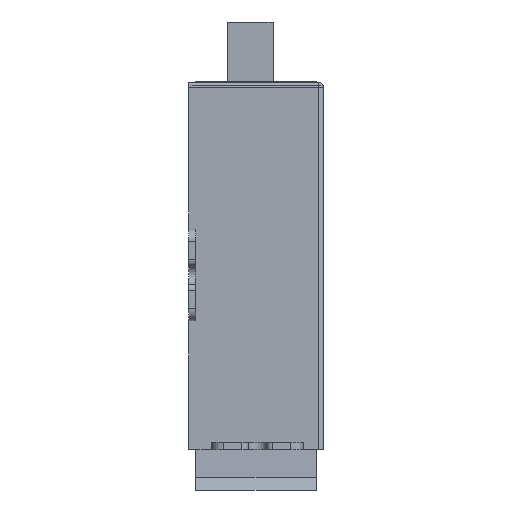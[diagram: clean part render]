
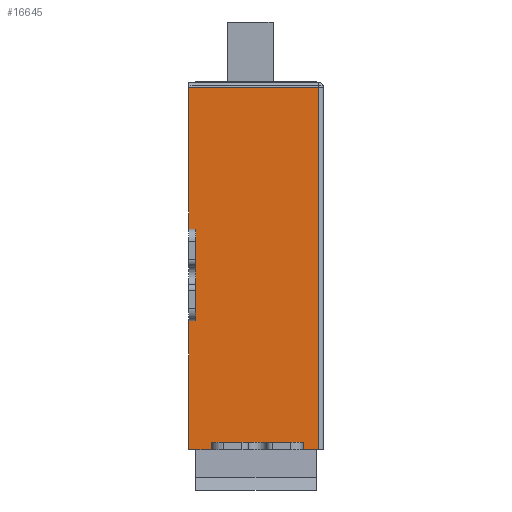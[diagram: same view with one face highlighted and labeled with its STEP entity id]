
A CAD part, front view. The second image highlights one B-rep face of the part: STEP entity #16645.
In plain terms, the highlighted planar face has unit normal (0, -1, 0).
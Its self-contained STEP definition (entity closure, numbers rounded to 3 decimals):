
#611 = CARTESIAN_POINT ( 'NONE',  ( -14., -50.8, 38.1 ) ) ;
#612 = DIRECTION ( 'NONE',  ( 0., 0., -1. ) ) ;
#649 = CARTESIAN_POINT ( 'NONE',  ( -14., -50.8, 38.1 ) ) ;
#650 = DIRECTION ( 'NONE',  ( 0., 0., -1. ) ) ;
#678 = CARTESIAN_POINT ( 'NONE',  ( -14., -50.8, 37.1 ) ) ;
#679 = DIRECTION ( 'NONE',  ( -1., 0., 0. ) ) ;
#680 = CARTESIAN_POINT ( 'NONE',  ( 13., -50.8, 38.1 ) ) ;
#681 = DIRECTION ( 'NONE',  ( 0., 0., -1. ) ) ;
#682 = CARTESIAN_POINT ( 'NONE',  ( -12.5, -50.8, 7.7 ) ) ;
#683 = DIRECTION ( 'NONE',  ( -1., 0., 0. ) ) ;
#684 = CARTESIAN_POINT ( 'NONE',  ( -12.5, -50.8, -11.35 ) ) ;
#685 = DIRECTION ( 'NONE',  ( 0., 0., -1. ) ) ;
#686 = CARTESIAN_POINT ( 'NONE',  ( -12.5, -50.8, -11.35 ) ) ;
#687 = DIRECTION ( 'NONE',  ( -1., 0., 0. ) ) ;
#688 = CARTESIAN_POINT ( 'NONE',  ( -14., -50.8, -38.1 ) ) ;
#689 = DIRECTION ( 'NONE',  ( 1., 0., 0. ) ) ;
#690 = CARTESIAN_POINT ( 'NONE',  ( -9.263, -50.8, -36.6 ) ) ;
#691 = DIRECTION ( 'NONE',  ( 0., 0., -1. ) ) ;
#692 = CARTESIAN_POINT ( 'NONE',  ( 9.787, -50.8, -36.6 ) ) ;
#693 = DIRECTION ( 'NONE',  ( 1., 0., 0. ) ) ;
#694 = CARTESIAN_POINT ( 'NONE',  ( 9.787, -50.8, -36.6 ) ) ;
#695 = DIRECTION ( 'NONE',  ( 0., 0., -1. ) ) ;
#696 = CARTESIAN_POINT ( 'NONE',  ( -14., -50.8, -38.1 ) ) ;
#697 = DIRECTION ( 'NONE',  ( 1., 0., 0. ) ) ;
#2420 = LINE ( 'NONE', #611, #17616 ) ;
#2430 = LINE ( 'NONE', #649, #17637 ) ;
#2437 = LINE ( 'NONE', #678, #17653 ) ;
#2438 = LINE ( 'NONE', #680, #17654 ) ;
#2439 = LINE ( 'NONE', #682, #17655 ) ;
#2440 = LINE ( 'NONE', #684, #17656 ) ;
#2441 = LINE ( 'NONE', #686, #17657 ) ;
#2442 = LINE ( 'NONE', #688, #17658 ) ;
#2443 = LINE ( 'NONE', #690, #17660 ) ;
#2444 = LINE ( 'NONE', #692, #17661 ) ;
#2445 = LINE ( 'NONE', #694, #17662 ) ;
#2446 = LINE ( 'NONE', #696, #17663 ) ;
#3209 = EDGE_LOOP ( 'NONE', ( #4832, #4834, #4833, #4835, #4837, #4836, #4838, #4839, #4841, #4840, #4842, #4843 ) ) ;
#4832 = ORIENTED_EDGE ( 'NONE', *, *, #15712, .F. ) ;
#4833 = ORIENTED_EDGE ( 'NONE', *, *, #15683, .T. ) ;
#4834 = ORIENTED_EDGE ( 'NONE', *, *, #15711, .T. ) ;
#4835 = ORIENTED_EDGE ( 'NONE', *, *, #15713, .F. ) ;
#4836 = ORIENTED_EDGE ( 'NONE', *, *, #15715, .T. ) ;
#4837 = ORIENTED_EDGE ( 'NONE', *, *, #15714, .T. ) ;
#4838 = ORIENTED_EDGE ( 'NONE', *, *, #15699, .T. ) ;
#4839 = ORIENTED_EDGE ( 'NONE', *, *, #15716, .T. ) ;
#4840 = ORIENTED_EDGE ( 'NONE', *, *, #15718, .T. ) ;
#4841 = ORIENTED_EDGE ( 'NONE', *, *, #15717, .F. ) ;
#4842 = ORIENTED_EDGE ( 'NONE', *, *, #15719, .T. ) ;
#4843 = ORIENTED_EDGE ( 'NONE', *, *, #15720, .T. ) ;
#7006 = VERTEX_POINT ( 'NONE', #7720 ) ;
#7007 = VERTEX_POINT ( 'NONE', #7722 ) ;
#7022 = VERTEX_POINT ( 'NONE', #7741 ) ;
#7023 = VERTEX_POINT ( 'NONE', #7742 ) ;
#7034 = VERTEX_POINT ( 'NONE', #7756 ) ;
#7035 = VERTEX_POINT ( 'NONE', #7757 ) ;
#7036 = VERTEX_POINT ( 'NONE', #7758 ) ;
#7037 = VERTEX_POINT ( 'NONE', #7759 ) ;
#7038 = VERTEX_POINT ( 'NONE', #7760 ) ;
#7039 = VERTEX_POINT ( 'NONE', #7761 ) ;
#7040 = VERTEX_POINT ( 'NONE', #7762 ) ;
#7041 = VERTEX_POINT ( 'NONE', #7763 ) ;
#7720 = CARTESIAN_POINT ( 'NONE',  ( -14., -50.8, 37.1 ) ) ;
#7722 = CARTESIAN_POINT ( 'NONE',  ( -14., -50.8, 7.7 ) ) ;
#7741 = CARTESIAN_POINT ( 'NONE',  ( -14., -50.8, -38.1 ) ) ;
#7742 = CARTESIAN_POINT ( 'NONE',  ( -14., -50.8, -11.35 ) ) ;
#7756 = CARTESIAN_POINT ( 'NONE',  ( 13., -50.8, 37.1 ) ) ;
#7757 = CARTESIAN_POINT ( 'NONE',  ( 13., -50.8, -38.1 ) ) ;
#7758 = CARTESIAN_POINT ( 'NONE',  ( -12.5, -50.8, 7.7 ) ) ;
#7759 = CARTESIAN_POINT ( 'NONE',  ( -12.5, -50.8, -11.35 ) ) ;
#7760 = CARTESIAN_POINT ( 'NONE',  ( -9.263, -50.8, -38.1 ) ) ;
#7761 = CARTESIAN_POINT ( 'NONE',  ( -9.263, -50.8, -36.6 ) ) ;
#7762 = CARTESIAN_POINT ( 'NONE',  ( 9.787, -50.8, -36.6 ) ) ;
#7763 = CARTESIAN_POINT ( 'NONE',  ( 9.787, -50.8, -38.1 ) ) ;
#10419 = PLANE ( 'NONE',  #18833 ) ;
#10420 = CARTESIAN_POINT ( 'NONE',  ( -14., -50.8, 38.1 ) ) ;
#10421 = DIRECTION ( 'NONE',  ( 0., 1., 0. ) ) ;
#10422 = DIRECTION ( 'NONE',  ( -1., 0., 0. ) ) ;
#15683 = EDGE_CURVE ( 'NONE', #7006, #7007, #2420, .T. ) ;
#15699 = EDGE_CURVE ( 'NONE', #7023, #7022, #2430, .T. ) ;
#15711 = EDGE_CURVE ( 'NONE', #7034, #7006, #2437, .T. ) ;
#15712 = EDGE_CURVE ( 'NONE', #7034, #7035, #2438, .T. ) ;
#15713 = EDGE_CURVE ( 'NONE', #7036, #7007, #2439, .T. ) ;
#15714 = EDGE_CURVE ( 'NONE', #7036, #7037, #2440, .T. ) ;
#15715 = EDGE_CURVE ( 'NONE', #7037, #7023, #2441, .T. ) ;
#15716 = EDGE_CURVE ( 'NONE', #7022, #7038, #2442, .T. ) ;
#15717 = EDGE_CURVE ( 'NONE', #7039, #7038, #2443, .T. ) ;
#15718 = EDGE_CURVE ( 'NONE', #7039, #7040, #2444, .T. ) ;
#15719 = EDGE_CURVE ( 'NONE', #7040, #7041, #2445, .T. ) ;
#15720 = EDGE_CURVE ( 'NONE', #7041, #7035, #2446, .T. ) ;
#16645 = ADVANCED_FACE ( 'NONE', ( #19763 ), #10419, .F. ) ;
#17616 = VECTOR ( 'NONE', #612, 1000. ) ;
#17637 = VECTOR ( 'NONE', #650, 1000. ) ;
#17653 = VECTOR ( 'NONE', #679, 1000. ) ;
#17654 = VECTOR ( 'NONE', #681, 1000. ) ;
#17655 = VECTOR ( 'NONE', #683, 1000. ) ;
#17656 = VECTOR ( 'NONE', #685, 1000. ) ;
#17657 = VECTOR ( 'NONE', #687, 1000. ) ;
#17658 = VECTOR ( 'NONE', #689, 1000. ) ;
#17660 = VECTOR ( 'NONE', #691, 1000. ) ;
#17661 = VECTOR ( 'NONE', #693, 1000. ) ;
#17662 = VECTOR ( 'NONE', #695, 1000. ) ;
#17663 = VECTOR ( 'NONE', #697, 1000. ) ;
#18833 = AXIS2_PLACEMENT_3D ( 'NONE', #10420, #10421, #10422 ) ;
#19763 = FACE_OUTER_BOUND ( 'NONE', #3209, .T. ) ;
